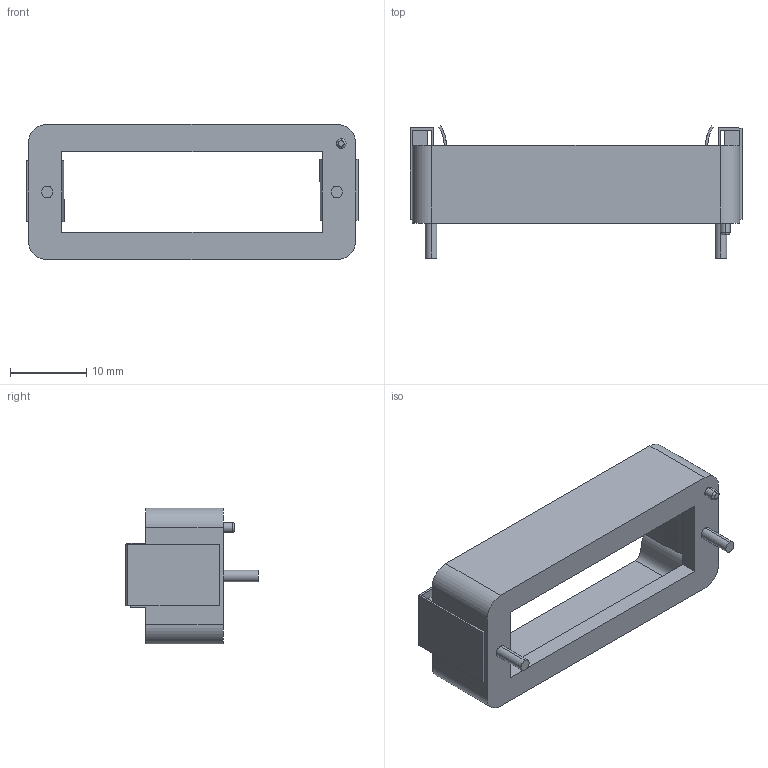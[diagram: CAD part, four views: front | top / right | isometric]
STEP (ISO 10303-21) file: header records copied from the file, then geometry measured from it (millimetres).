
FILE_DESCRIPTION(('FreeCAD Model'),'2;1');
FILE_NAME('mpd-bh123a-nobat.step', '2018-06-01T11:44:14',('Author'),(''), 'Open CASCADE STEP processor 6.8','FreeCAD','Unknown');
FILE_SCHEMA(('AUTOMOTIVE_DESIGN_CC2 { 1 2 10303 214 -1 1 5 4 }'));
Length unit declared in the file: millimetre
Products named in the file (3): User_Library-BH123A_assembly-003; User_Library-BH123A_assembly-1; User_Library-BH123A_assembly-002
Bounding box: 43.53 x 17.34 x 17.78 mm (x, y, z)
Volume: 2165.3 mm3; surface area: 4502.3 mm2
Topology: 3 solids, 3 shells, 75 faces, 193 edges, 128 vertices
Faces by surface type: plane 58, cylinder 10, bspline 7
Entity records: 7229 total; most frequent: CARTESIAN_POINT 2938, DIRECTION 635, LINE 449, VECTOR 449, ORIENTED_EDGE 386, PCURVE 386, DEFINITIONAL_REPRESENTATION 386, EDGE_CURVE 193
